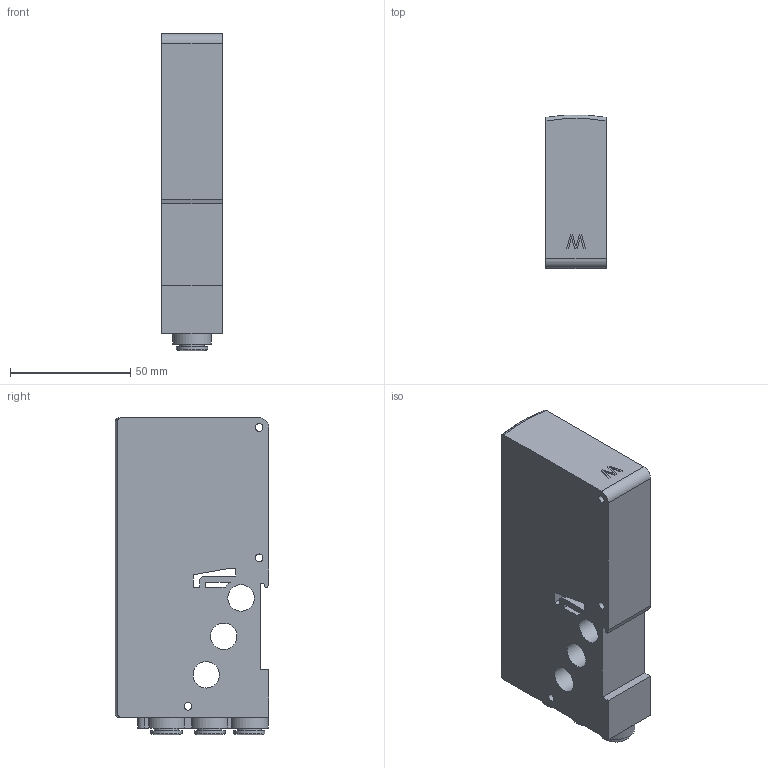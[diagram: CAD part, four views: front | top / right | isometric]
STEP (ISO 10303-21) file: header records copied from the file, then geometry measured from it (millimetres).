
FILE_DESCRIPTION((''),'2;1');
FILE_NAME('2240_10.ipt.step','2011-01-10T16:36:55',(''),(''),'Autodesk Inventor 2011','Autodesk Inventor 2011','');
FILE_SCHEMA(('AUTOMOTIVE_DESIGN { 1 0 10303 214 1 1 1 1 }'));
Length unit declared in the file: millimetre
Products named in the file (1): 2240_10
Bounding box: 25 x 63.88 x 132.32 mm (x, y, z)
Volume: 186654 mm3; surface area: 32104.8 mm2
Topology: 1 solids, 1 shells, 128 faces, 345 edges, 230 vertices
Faces by surface type: plane 67, bspline 31, cylinder 25, sphere 3, torus 2
Full cylindrical faces by diameter (mm): 3.2 x3, 8.2 x3, 10 x3, 11 x3, 13 x3
Entity records: 4286 total; most frequent: CARTESIAN_POINT 1148, ORIENTED_EDGE 642, DIRECTION 503, EDGE_CURVE 321, VERTEX_POINT 224, VECTOR 203, LINE 203, EDGE_LOOP 173
